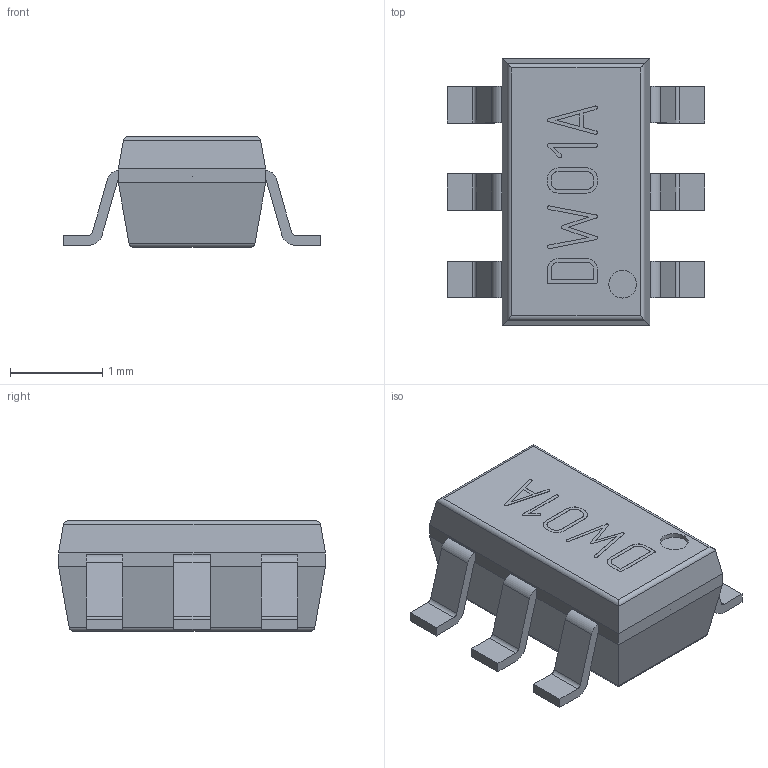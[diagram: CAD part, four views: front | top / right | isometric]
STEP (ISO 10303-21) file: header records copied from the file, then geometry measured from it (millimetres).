
FILE_DESCRIPTION(('STEP AP242'), '1');
FILE_NAME('DW01A', '', ('UNSPECIFIED'), ('UNSPECIFIED'), 'C3D Converter', 'C3D Toolkit', '');
FILE_SCHEMA(('AP242_MANAGED_MODEL_BASED_3D_ENGINEERING_MIM_LF { 1 0 10303 442 1 1 4 }'));
Length unit declared in the file: millimetre
Bounding box: 2.8 x 2.9 x 1.2 mm (x, y, z)
Volume: 5.4 mm3; surface area: 24.7 mm2
Topology: 1 solids, 1 shells, 217 faces, 586 edges, 391 vertices
Faces by surface type: plane 123, extrusion 61, cylinder 33
Full cylindrical faces by diameter (mm): 0.3 x1
Entity records: 8586 total; most frequent: CARTESIAN_POINT 1581, ORIENTED_EDGE 1160, DIRECTION 879, EDGE_CURVE 580, VECTOR 461, LINE 400, VERTEX_POINT 382, EDGE_LOOP 234
